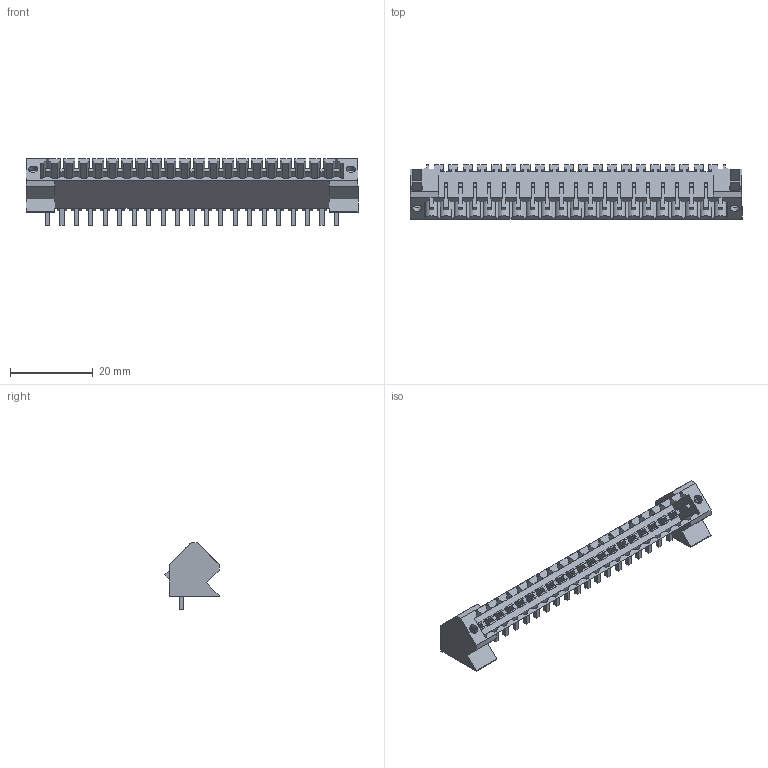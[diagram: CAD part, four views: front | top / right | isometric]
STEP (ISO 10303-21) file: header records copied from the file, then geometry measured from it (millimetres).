
FILE_DESCRIPTION(('CATIA V5 STEP Exchange','CAx-IF Rec.Pracs.--- Model Styling and Organization---1.2---2011-12-15'),'2;1');
FILE_NAME ('D1446379_0_1003710000_1003710000.stp','2018-03-23T12:06:27+00:00',('none'),('Weidmueller'),'CATIA Version 5-6 Release 2014','CATIA V5 STEP AP214','none');
FILE_SCHEMA(('AUTOMOTIVE_DESIGN { 1 0 10303 214 1 1 1 1 }'));
Length unit declared in the file: millimetre
Products named in the file (1): 1003710000
Bounding box: 80.45 x 13.15 x 16.23 mm (x, y, z)
Volume: 3289.2 mm3; surface area: 8034.4 mm2
Topology: 22 solids, 22 shells, 1148 faces, 3485 edges, 2396 vertices
Faces by surface type: plane 1123, cylinder 25
Entity records: 35317 total; most frequent: ORIENTED_EDGE 6970, CARTESIAN_POINT 6402, DIRECTION 4445, EDGE_CURVE 3485, VECTOR 3431, LINE 3431, VERTEX_POINT 2396, EDGE_LOOP 1221
